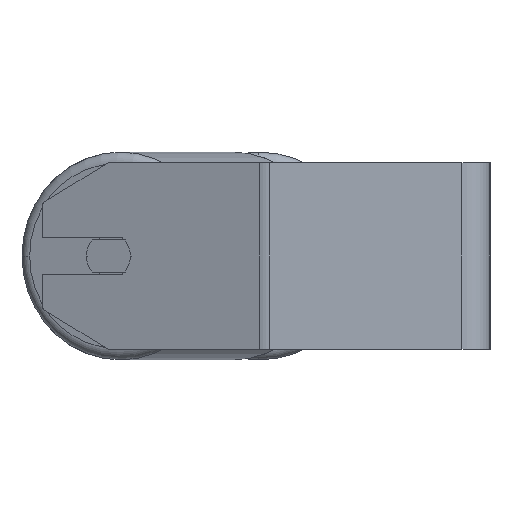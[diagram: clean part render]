
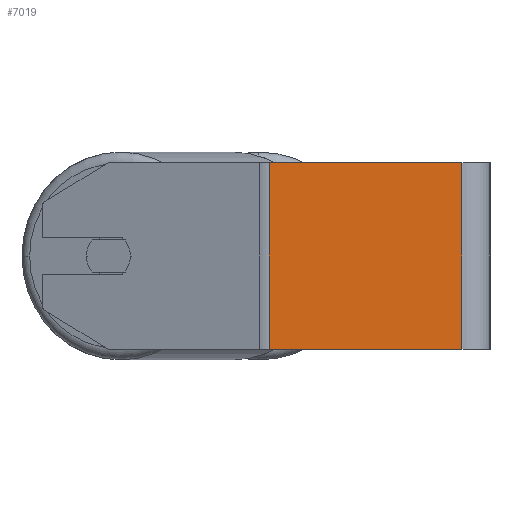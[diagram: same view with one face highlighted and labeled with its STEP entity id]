
A CAD part, left-side view. The second image highlights one B-rep face of the part: STEP entity #7019.
In plain terms, the highlighted planar face has unit normal (-1, 0, 0).
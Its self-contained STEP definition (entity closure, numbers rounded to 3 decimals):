
#40 = FACE_OUTER_BOUND ( 'NONE', #7569, .T. ) ;
#377 = LINE ( 'NONE', #6478, #7594 ) ;
#741 = CARTESIAN_POINT ( 'NONE',  ( -285., 96.579, 40. ) ) ;
#906 = VECTOR ( 'NONE', #4042, 1000. ) ;
#1170 = EDGE_CURVE ( 'NONE', #7605, #3035, #3839, .T. ) ;
#1868 = ORIENTED_EDGE ( 'NONE', *, *, #1170, .T. ) ;
#2282 = ORIENTED_EDGE ( 'NONE', *, *, #2486, .T. ) ;
#2473 = CARTESIAN_POINT ( 'NONE',  ( -285., 12., 40. ) ) ;
#2486 = EDGE_CURVE ( 'NONE', #3035, #6324, #2807, .T. ) ;
#2807 = LINE ( 'NONE', #4768, #4451 ) ;
#3035 = VERTEX_POINT ( 'NONE', #5722 ) ;
#3196 = CARTESIAN_POINT ( 'NONE',  ( -285., 12., 40. ) ) ;
#3442 = DIRECTION ( 'NONE',  ( 1., 0., 0. ) ) ;
#3518 = DIRECTION ( 'NONE',  ( 0., -1., 0. ) ) ;
#3600 = CARTESIAN_POINT ( 'NONE',  ( -285., 12., -40. ) ) ;
#3839 = LINE ( 'NONE', #4415, #6125 ) ;
#3924 = EDGE_CURVE ( 'NONE', #4296, #6324, #7982, .T. ) ;
#4042 = DIRECTION ( 'NONE',  ( 0., 0., -1. ) ) ;
#4116 = PLANE ( 'NONE',  #4500 ) ;
#4296 = VERTEX_POINT ( 'NONE', #2473 ) ;
#4415 = CARTESIAN_POINT ( 'NONE',  ( -285., 94.463, 40. ) ) ;
#4451 = VECTOR ( 'NONE', #3518, 1000. ) ;
#4500 = AXIS2_PLACEMENT_3D ( 'NONE', #741, #3442, #5138 ) ;
#4768 = CARTESIAN_POINT ( 'NONE',  ( -285., 96.579, -40. ) ) ;
#5138 = DIRECTION ( 'NONE',  ( 0., 0., -1. ) ) ;
#5722 = CARTESIAN_POINT ( 'NONE',  ( -285., 94.463, -40. ) ) ;
#6125 = VECTOR ( 'NONE', #7913, 1000. ) ;
#6251 = ORIENTED_EDGE ( 'NONE', *, *, #3924, .F. ) ;
#6324 = VERTEX_POINT ( 'NONE', #3600 ) ;
#6378 = EDGE_CURVE ( 'NONE', #7605, #4296, #377, .T. ) ;
#6478 = CARTESIAN_POINT ( 'NONE',  ( -285., 96.579, 40. ) ) ;
#7019 = ADVANCED_FACE ( 'NONE', ( #40 ), #4116, .F. ) ;
#7569 = EDGE_LOOP ( 'NONE', ( #2282, #6251, #8164, #1868 ) ) ;
#7594 = VECTOR ( 'NONE', #8433, 1000. ) ;
#7605 = VERTEX_POINT ( 'NONE', #8230 ) ;
#7913 = DIRECTION ( 'NONE',  ( 0., 0., -1. ) ) ;
#7982 = LINE ( 'NONE', #3196, #906 ) ;
#8164 = ORIENTED_EDGE ( 'NONE', *, *, #6378, .F. ) ;
#8230 = CARTESIAN_POINT ( 'NONE',  ( -285., 94.463, 40. ) ) ;
#8433 = DIRECTION ( 'NONE',  ( 0., -1., 0. ) ) ;
